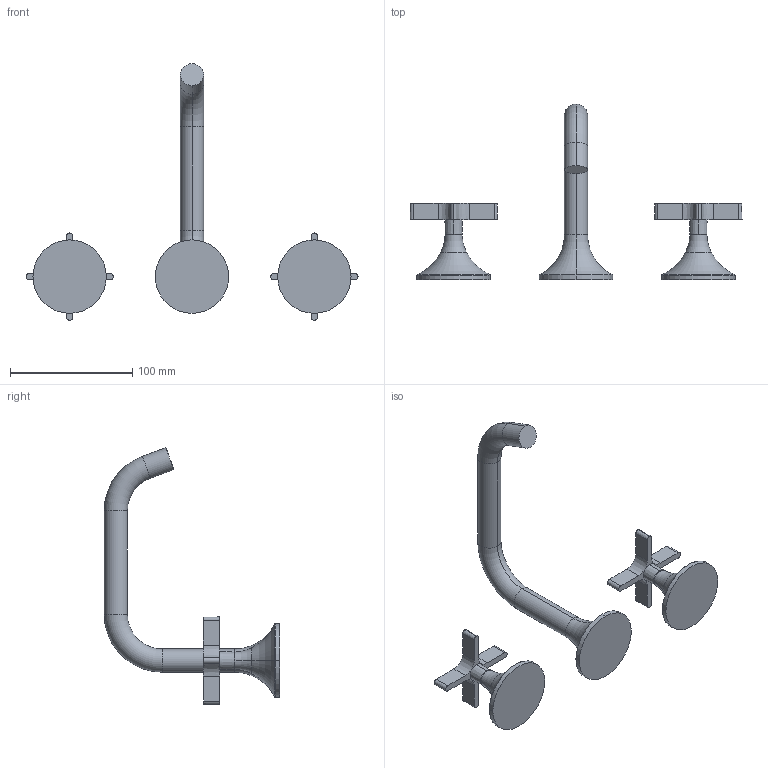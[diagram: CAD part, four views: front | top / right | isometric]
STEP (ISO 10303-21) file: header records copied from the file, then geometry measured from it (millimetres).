
FILE_DESCRIPTION (( 'STEP AP214' ), '1' );
FILE_NAME ('20173809.STEP', '2022-05-20T09:05:58', ( '' ), ( '' ), 'SwSTEP 2.0', 'SolidWorks 2020', '' );
FILE_SCHEMA (( 'AUTOMOTIVE_DESIGN' ));
Length unit declared in the file: millimetre
Products named in the file (5): Planungsmodell_Rohr-+-09.28.22.367.90-1; Planungsmodell_Rosette-+-09.27.80.011.90-01_K1_D60x37 (Rohranschluss D19); Planungsmodell_Rosette-+-09.27.80.010.90-01_K1_D60x37; Planungsmodell_Griff-+-09.20.80.010-1; 20173809
Assembly tree (6 placements, depth 2):
  20173809
    Planungsmodell_Griff-+-09.20.80.010-1  x2
    Planungsmodell_Rohr-+-09.28.22.367.90-1
    Planungsmodell_Rosette-+-09.27.80.011.90-01_K1_D60x37 (Rohranschluss D19)
    Planungsmodell_Rosette-+-09.27.80.010.90-01_K1_D60x37  x2
Bounding box: 271.3 x 143.5 x 209.58 mm (x, y, z)
Volume: 210711.2 mm3; surface area: 51493.9 mm2
Topology: 6 solids, 6 shells, 96 faces, 216 edges, 134 vertices
Faces by surface type: torus 28, plane 28, cone 24, cylinder 12, sphere 4
Entity records: 2020 total; most frequent: CARTESIAN_POINT 502, DIRECTION 324, ORIENTED_EDGE 252, AXIS2_PLACEMENT_3D 143, EDGE_CURVE 126, VERTEX_POINT 77, CIRCLE 76, EDGE_LOOP 59
